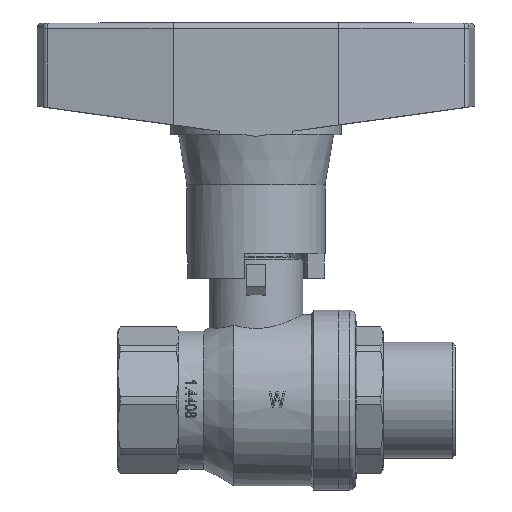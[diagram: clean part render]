
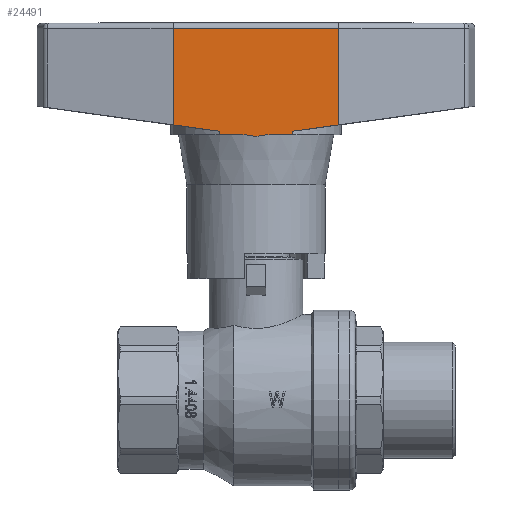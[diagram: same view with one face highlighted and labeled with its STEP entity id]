
A CAD part, top view. The second image highlights one B-rep face of the part: STEP entity #24491.
In plain terms, the highlighted face is planar.
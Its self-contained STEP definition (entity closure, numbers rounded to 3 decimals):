
#1039=B_SPLINE_CURVE_WITH_KNOTS('',3,(#38856,#38857,#38858,#38859,#38860,
#38861,#38862,#38863,#38864,#38865,#38866,#38867,#38868,#38869,#38870,#38871,
#38872,#38873,#38874,#38875,#38876,#38877,#38878,#38879,#38880,#38881,#38882,
#38883,#38884,#38885,#38886,#38887,#38888,#38889,#38890,#38891,#38892,#38893,
#38894,#38895),.UNSPECIFIED.,.F.,.F.,(4,3,3,3,3,3,3,3,3,3,3,3,3,4),(0.,
0.168,0.335,0.419,0.502,
0.586,0.67,0.754,0.838,
0.922,1.006,1.09,1.174,1.342),
 .PIECEWISE_BEZIER_KNOTS.);
#2425=LINE('',#38919,#3916);
#2426=LINE('',#38921,#3917);
#2432=LINE('',#38938,#3923);
#2441=LINE('',#38977,#3932);
#2449=LINE('',#38996,#3940);
#2450=LINE('',#38998,#3941);
#2451=LINE('',#39000,#3942);
#2452=LINE('',#39002,#3943);
#2453=LINE('',#39004,#3944);
#2454=LINE('',#39005,#3945);
#2455=LINE('',#39006,#3946);
#3916=VECTOR('',#32617,1000.);
#3917=VECTOR('',#32620,1000.);
#3923=VECTOR('',#32634,1000.);
#3932=VECTOR('',#32675,1000.);
#3940=VECTOR('',#32693,1000.);
#3941=VECTOR('',#32694,1000.);
#3942=VECTOR('',#32695,1000.);
#3943=VECTOR('',#32696,1000.);
#3944=VECTOR('',#32697,1000.);
#3945=VECTOR('',#32698,1000.);
#3946=VECTOR('',#32699,1000.);
#4927=PLANE('',#26793);
#10236=ORIENTED_EDGE('',*,*,#13188,.T.);
#10237=ORIENTED_EDGE('',*,*,#13197,.F.);
#10238=ORIENTED_EDGE('',*,*,#13225,.F.);
#10239=ORIENTED_EDGE('',*,*,#13226,.F.);
#10240=ORIENTED_EDGE('',*,*,#13227,.T.);
#10241=ORIENTED_EDGE('',*,*,#13228,.T.);
#10242=ORIENTED_EDGE('',*,*,#13229,.F.);
#10243=ORIENTED_EDGE('',*,*,#13215,.T.);
#10244=ORIENTED_EDGE('',*,*,#13187,.T.);
#10245=ORIENTED_EDGE('',*,*,#13230,.F.);
#10246=ORIENTED_EDGE('',*,*,#13175,.T.);
#10247=ORIENTED_EDGE('',*,*,#13231,.F.);
#13175=EDGE_CURVE('',#15120,#15119,#1039,.T.);
#13187=EDGE_CURVE('',#15125,#15128,#2425,.T.);
#13188=EDGE_CURVE('',#15129,#15130,#2426,.T.);
#13197=EDGE_CURVE('',#15135,#15130,#2432,.T.);
#13215=EDGE_CURVE('',#15150,#15125,#2441,.T.);
#13225=EDGE_CURVE('',#15156,#15135,#2449,.T.);
#13226=EDGE_CURVE('',#15157,#15156,#2450,.T.);
#13227=EDGE_CURVE('',#15157,#15158,#2451,.T.);
#13228=EDGE_CURVE('',#15158,#15159,#2452,.T.);
#13229=EDGE_CURVE('',#15150,#15159,#2453,.T.);
#13230=EDGE_CURVE('',#15120,#15128,#2454,.T.);
#13231=EDGE_CURVE('',#15129,#15119,#2455,.T.);
#15119=VERTEX_POINT('',#38855);
#15120=VERTEX_POINT('',#38896);
#15125=VERTEX_POINT('',#38912);
#15128=VERTEX_POINT('',#38918);
#15129=VERTEX_POINT('',#38922);
#15130=VERTEX_POINT('',#38923);
#15135=VERTEX_POINT('',#38937);
#15150=VERTEX_POINT('',#38978);
#15156=VERTEX_POINT('',#38997);
#15157=VERTEX_POINT('',#38999);
#15158=VERTEX_POINT('',#39001);
#15159=VERTEX_POINT('',#39003);
#16707=EDGE_LOOP('',(#10236,#10237,#10238,#10239,#10240,#10241,#10242,#10243,
#10244,#10245,#10246,#10247));
#17915=FACE_BOUND('',#16707,.T.);
#24491=ADVANCED_FACE('',(#17915),#4927,.F.);
#26793=AXIS2_PLACEMENT_3D('',#38995,#32691,#32692);
#32617=DIRECTION('',(-1.,0.,0.));
#32620=DIRECTION('',(-1.,0.,0.));
#32634=DIRECTION('',(0.,0.,-1.));
#32675=DIRECTION('',(0.,0.,-1.));
#32691=DIRECTION('',(0.,-1.,0.));
#32692=DIRECTION('',(0.,0.,-1.));
#32693=DIRECTION('',(0.991,0.,-0.137));
#32694=DIRECTION('',(0.,0.,-1.));
#32695=DIRECTION('',(1.,0.,0.));
#32696=DIRECTION('',(0.,0.,-1.));
#32697=DIRECTION('',(0.991,0.,0.137));
#32698=DIRECTION('',(0.991,0.,0.137));
#32699=DIRECTION('',(0.991,0.,-0.137));
#38855=CARTESIAN_POINT('',(-0.663,14.,27.592));
#38856=CARTESIAN_POINT('',(0.663,14.,27.592));
#38857=CARTESIAN_POINT('',(0.609,14.,27.577));
#38858=CARTESIAN_POINT('',(0.554,14.,27.564));
#38859=CARTESIAN_POINT('',(0.5,14.,27.552));
#38860=CARTESIAN_POINT('',(0.445,14.,27.541));
#38861=CARTESIAN_POINT('',(0.39,14.,27.531));
#38862=CARTESIAN_POINT('',(0.335,14.,27.523));
#38863=CARTESIAN_POINT('',(0.307,14.,27.52));
#38864=CARTESIAN_POINT('',(0.279,14.,27.516));
#38865=CARTESIAN_POINT('',(0.252,14.,27.513));
#38866=CARTESIAN_POINT('',(0.224,14.,27.51));
#38867=CARTESIAN_POINT('',(0.196,14.,27.508));
#38868=CARTESIAN_POINT('',(0.169,14.,27.506));
#38869=CARTESIAN_POINT('',(0.141,14.,27.504));
#38870=CARTESIAN_POINT('',(0.113,14.,27.503));
#38871=CARTESIAN_POINT('',(0.085,14.,27.502));
#38872=CARTESIAN_POINT('',(0.057,14.,27.501));
#38873=CARTESIAN_POINT('',(0.029,14.,27.5));
#38874=CARTESIAN_POINT('',(0.001,14.,27.5));
#38875=CARTESIAN_POINT('',(-0.027,14.,27.5));
#38876=CARTESIAN_POINT('',(-0.055,14.,27.5));
#38877=CARTESIAN_POINT('',(-0.083,14.,27.501));
#38878=CARTESIAN_POINT('',(-0.111,14.,27.502));
#38879=CARTESIAN_POINT('',(-0.139,14.,27.504));
#38880=CARTESIAN_POINT('',(-0.167,14.,27.506));
#38881=CARTESIAN_POINT('',(-0.195,14.,27.508));
#38882=CARTESIAN_POINT('',(-0.223,14.,27.51));
#38883=CARTESIAN_POINT('',(-0.25,14.,27.513));
#38884=CARTESIAN_POINT('',(-0.278,14.,27.516));
#38885=CARTESIAN_POINT('',(-0.306,14.,27.519));
#38886=CARTESIAN_POINT('',(-0.334,14.,27.523));
#38887=CARTESIAN_POINT('',(-0.362,14.,27.527));
#38888=CARTESIAN_POINT('',(-0.39,14.,27.532));
#38889=CARTESIAN_POINT('',(-0.417,14.,27.536));
#38890=CARTESIAN_POINT('',(-0.445,14.,27.541));
#38891=CARTESIAN_POINT('',(-0.472,14.,27.546));
#38892=CARTESIAN_POINT('',(-0.5,14.,27.552));
#38893=CARTESIAN_POINT('',(-0.555,14.,27.564));
#38894=CARTESIAN_POINT('',(-0.609,14.,27.577));
#38895=CARTESIAN_POINT('',(-0.663,14.,27.592));
#38896=CARTESIAN_POINT('',(0.663,14.,27.592));
#38912=CARTESIAN_POINT('',(6.652,14.,27.8));
#38918=CARTESIAN_POINT('',(2.168,14.,27.8));
#38919=CARTESIAN_POINT('',(0.,14.,27.8));
#38921=CARTESIAN_POINT('',(0.,14.,27.8));
#38922=CARTESIAN_POINT('',(-2.168,14.,27.8));
#38923=CARTESIAN_POINT('',(-6.652,14.,27.8));
#38937=CARTESIAN_POINT('',(-6.652,14.,28.42));
#38938=CARTESIAN_POINT('',(-6.652,14.,35.4));
#38977=CARTESIAN_POINT('',(6.652,14.,35.4));
#38978=CARTESIAN_POINT('',(6.652,14.,28.42));
#38995=CARTESIAN_POINT('',(-20.,14.,46.));
#38996=CARTESIAN_POINT('',(4.164,14.,26.924));
#38997=CARTESIAN_POINT('',(-15.,14.,29.575));
#38998=CARTESIAN_POINT('',(-15.,14.,48.));
#38999=CARTESIAN_POINT('',(-15.,14.,47.));
#39000=CARTESIAN_POINT('',(4.164,14.,47.));
#39001=CARTESIAN_POINT('',(15.,14.,47.));
#39002=CARTESIAN_POINT('',(15.,14.,48.));
#39003=CARTESIAN_POINT('',(15.,14.,29.575));
#39004=CARTESIAN_POINT('',(4.164,14.,28.076));
#39005=CARTESIAN_POINT('',(4.164,14.,28.076));
#39006=CARTESIAN_POINT('',(4.164,14.,26.924));
